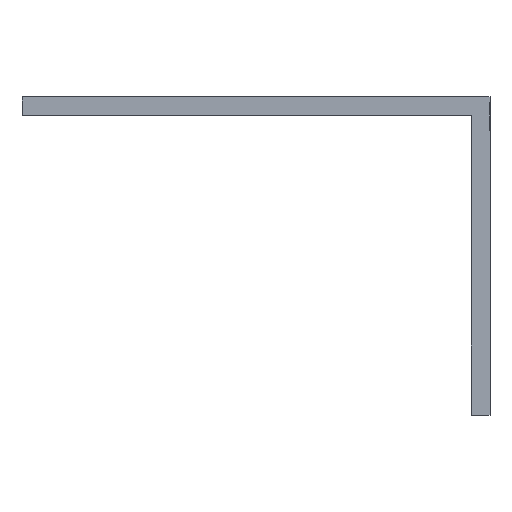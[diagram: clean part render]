
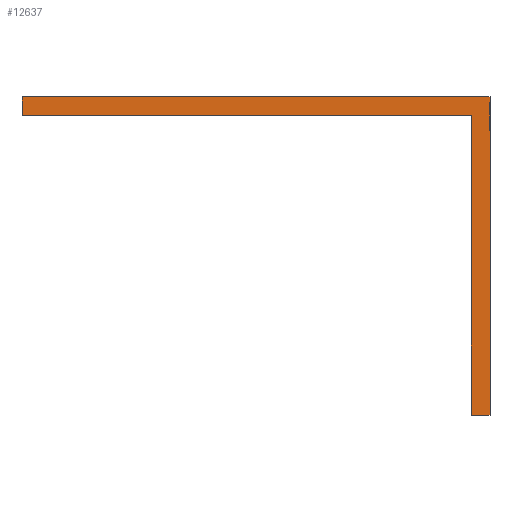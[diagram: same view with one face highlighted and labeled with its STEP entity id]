
A CAD part, front view. The second image highlights one B-rep face of the part: STEP entity #12637.
In plain terms, the highlighted planar face has unit normal (0, -1, 0).
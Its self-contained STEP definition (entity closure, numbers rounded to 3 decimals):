
#1153 = VECTOR ( 'NONE', #23686, 1000. ) ;
#1435 = LINE ( 'NONE', #13756, #17130 ) ;
#1549 = VECTOR ( 'NONE', #4980, 1000. ) ;
#2150 = VERTEX_POINT ( 'NONE', #21620 ) ;
#2200 = LINE ( 'NONE', #20617, #1549 ) ;
#2566 = VERTEX_POINT ( 'NONE', #24889 ) ;
#2753 = AXIS2_PLACEMENT_3D ( 'NONE', #16373, #6611, #20319 ) ;
#4818 = FACE_OUTER_BOUND ( 'NONE', #8581, .T. ) ;
#4980 = DIRECTION ( 'NONE',  ( 0., 0., 1. ) ) ;
#6051 = DIRECTION ( 'NONE',  ( 1., 0., 0. ) ) ;
#6215 = EDGE_CURVE ( 'NONE', #2150, #14733, #1435, .T. ) ;
#6503 = EDGE_CURVE ( 'NONE', #14733, #12040, #24794, .T. ) ;
#6611 = DIRECTION ( 'NONE',  ( 0., -1., 0. ) ) ;
#6948 = CARTESIAN_POINT ( 'NONE',  ( 0., -775., -2. ) ) ;
#7209 = ORIENTED_EDGE ( 'NONE', *, *, #19002, .T. ) ;
#8031 = LINE ( 'NONE', #21718, #23057 ) ;
#8581 = EDGE_LOOP ( 'NONE', ( #15737, #17960, #9927, #7209, #19466, #21615 ) ) ;
#9001 = DIRECTION ( 'NONE',  ( 0., 0., -1. ) ) ;
#9107 = VECTOR ( 'NONE', #9001, 1000. ) ;
#9445 = VECTOR ( 'NONE', #10854, 1000. ) ;
#9852 = CARTESIAN_POINT ( 'NONE',  ( -50., -775., 0. ) ) ;
#9927 = ORIENTED_EDGE ( 'NONE', *, *, #19368, .T. ) ;
#10453 = PLANE ( 'NONE',  #2753 ) ;
#10854 = DIRECTION ( 'NONE',  ( -1., 0., 0. ) ) ;
#12040 = VERTEX_POINT ( 'NONE', #16658 ) ;
#12637 = ADVANCED_FACE ( 'NONE', ( #4818 ), #10453, .T. ) ;
#13468 = DIRECTION ( 'NONE',  ( -1., 0., 0. ) ) ;
#13756 = CARTESIAN_POINT ( 'NONE',  ( 0., -775., 0. ) ) ;
#14733 = VERTEX_POINT ( 'NONE', #25037 ) ;
#15737 = ORIENTED_EDGE ( 'NONE', *, *, #16493, .F. ) ;
#16373 = CARTESIAN_POINT ( 'NONE',  ( 0., -775., 0. ) ) ;
#16493 = EDGE_CURVE ( 'NONE', #25242, #12040, #25119, .T. ) ;
#16658 = CARTESIAN_POINT ( 'NONE',  ( -50., -775., -2. ) ) ;
#17038 = CARTESIAN_POINT ( 'NONE',  ( -2., -775., -2. ) ) ;
#17130 = VECTOR ( 'NONE', #13468, 1000. ) ;
#17858 = CARTESIAN_POINT ( 'NONE',  ( -2., -775., -34. ) ) ;
#17960 = ORIENTED_EDGE ( 'NONE', *, *, #21151, .F. ) ;
#19002 = EDGE_CURVE ( 'NONE', #21416, #2150, #2200, .T. ) ;
#19368 = EDGE_CURVE ( 'NONE', #2566, #21416, #8031, .T. ) ;
#19466 = ORIENTED_EDGE ( 'NONE', *, *, #6215, .T. ) ;
#20319 = DIRECTION ( 'NONE',  ( -1., 0., 0. ) ) ;
#20617 = CARTESIAN_POINT ( 'NONE',  ( 0., -775., -34. ) ) ;
#21151 = EDGE_CURVE ( 'NONE', #2566, #25242, #21440, .T. ) ;
#21416 = VERTEX_POINT ( 'NONE', #24541 ) ;
#21440 = LINE ( 'NONE', #17858, #1153 ) ;
#21615 = ORIENTED_EDGE ( 'NONE', *, *, #6503, .T. ) ;
#21620 = CARTESIAN_POINT ( 'NONE',  ( 0., -775., 0. ) ) ;
#21718 = CARTESIAN_POINT ( 'NONE',  ( -2., -775., -34. ) ) ;
#23057 = VECTOR ( 'NONE', #6051, 1000. ) ;
#23686 = DIRECTION ( 'NONE',  ( 0., 0., 1. ) ) ;
#24541 = CARTESIAN_POINT ( 'NONE',  ( 0., -775., -34. ) ) ;
#24794 = LINE ( 'NONE', #9852, #9107 ) ;
#24889 = CARTESIAN_POINT ( 'NONE',  ( -2., -775., -34. ) ) ;
#25037 = CARTESIAN_POINT ( 'NONE',  ( -50., -775., 0. ) ) ;
#25119 = LINE ( 'NONE', #6948, #9445 ) ;
#25242 = VERTEX_POINT ( 'NONE', #17038 ) ;
